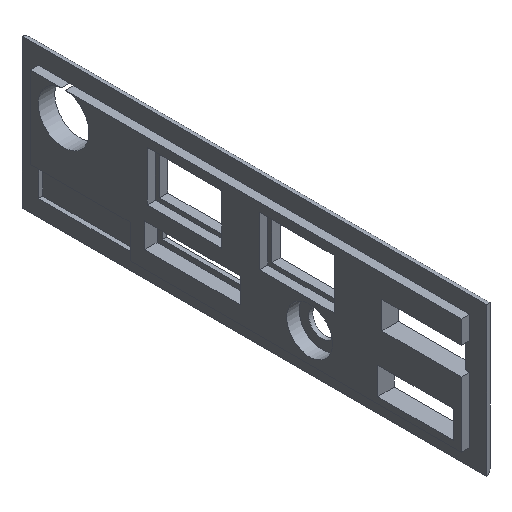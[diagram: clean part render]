
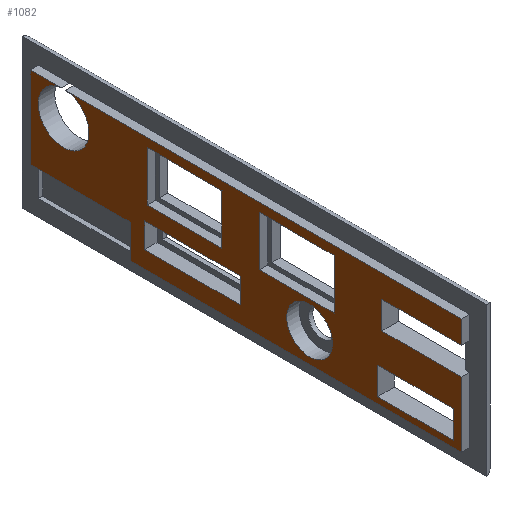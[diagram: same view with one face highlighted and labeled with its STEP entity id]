
A CAD part, isometric view. The second image highlights one B-rep face of the part: STEP entity #1082.
In plain terms, the highlighted planar face has unit normal (-1, 0, 0).
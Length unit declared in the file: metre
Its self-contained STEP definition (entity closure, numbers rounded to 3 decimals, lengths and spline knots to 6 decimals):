
#23=CIRCLE('',#1154,0.00275);
#24=CIRCLE('',#1155,0.00305);
#33=ORIENTED_EDGE('',*,*,#339,.T.);
#34=ORIENTED_EDGE('',*,*,#340,.T.);
#35=ORIENTED_EDGE('',*,*,#341,.F.);
#36=ORIENTED_EDGE('',*,*,#342,.F.);
#37=ORIENTED_EDGE('',*,*,#343,.F.);
#38=ORIENTED_EDGE('',*,*,#344,.T.);
#39=ORIENTED_EDGE('',*,*,#345,.T.);
#40=ORIENTED_EDGE('',*,*,#346,.T.);
#41=ORIENTED_EDGE('',*,*,#347,.F.);
#42=ORIENTED_EDGE('',*,*,#348,.F.);
#43=ORIENTED_EDGE('',*,*,#338,.T.);
#44=ORIENTED_EDGE('',*,*,#349,.F.);
#45=ORIENTED_EDGE('',*,*,#350,.F.);
#46=ORIENTED_EDGE('',*,*,#351,.F.);
#47=ORIENTED_EDGE('',*,*,#352,.F.);
#48=ORIENTED_EDGE('',*,*,#353,.T.);
#49=ORIENTED_EDGE('',*,*,#354,.T.);
#50=ORIENTED_EDGE('',*,*,#355,.T.);
#51=ORIENTED_EDGE('',*,*,#356,.T.);
#52=ORIENTED_EDGE('',*,*,#357,.T.);
#53=ORIENTED_EDGE('',*,*,#358,.F.);
#54=ORIENTED_EDGE('',*,*,#359,.T.);
#55=ORIENTED_EDGE('',*,*,#360,.F.);
#56=ORIENTED_EDGE('',*,*,#361,.F.);
#57=ORIENTED_EDGE('',*,*,#362,.T.);
#58=ORIENTED_EDGE('',*,*,#363,.T.);
#59=ORIENTED_EDGE('',*,*,#364,.T.);
#60=ORIENTED_EDGE('',*,*,#365,.F.);
#61=ORIENTED_EDGE('',*,*,#366,.F.);
#338=EDGE_CURVE('',#489,#491,#593,.T.);
#339=EDGE_CURVE('',#492,#493,#594,.T.);
#340=EDGE_CURVE('',#493,#494,#595,.T.);
#341=EDGE_CURVE('',#495,#494,#596,.T.);
#342=EDGE_CURVE('',#492,#495,#597,.T.);
#343=EDGE_CURVE('',#496,#496,#23,.T.);
#344=EDGE_CURVE('',#497,#498,#598,.T.);
#345=EDGE_CURVE('',#498,#499,#599,.T.);
#346=EDGE_CURVE('',#499,#500,#600,.T.);
#347=EDGE_CURVE('',#497,#500,#601,.T.);
#348=EDGE_CURVE('',#489,#501,#602,.T.);
#349=EDGE_CURVE('',#502,#491,#603,.T.);
#350=EDGE_CURVE('',#503,#502,#24,.T.);
#351=EDGE_CURVE('',#504,#503,#604,.T.);
#352=EDGE_CURVE('',#505,#504,#605,.T.);
#353=EDGE_CURVE('',#505,#506,#606,.T.);
#354=EDGE_CURVE('',#506,#507,#607,.T.);
#355=EDGE_CURVE('',#507,#508,#608,.T.);
#356=EDGE_CURVE('',#508,#509,#609,.T.);
#357=EDGE_CURVE('',#509,#510,#610,.T.);
#358=EDGE_CURVE('',#501,#510,#611,.T.);
#359=EDGE_CURVE('',#511,#512,#612,.T.);
#360=EDGE_CURVE('',#513,#512,#613,.T.);
#361=EDGE_CURVE('',#514,#513,#614,.T.);
#362=EDGE_CURVE('',#514,#511,#615,.T.);
#363=EDGE_CURVE('',#515,#516,#616,.T.);
#364=EDGE_CURVE('',#516,#517,#617,.T.);
#365=EDGE_CURVE('',#518,#517,#618,.T.);
#366=EDGE_CURVE('',#515,#518,#619,.T.);
#489=VERTEX_POINT('',#1505);
#491=VERTEX_POINT('',#1509);
#492=VERTEX_POINT('',#1513);
#493=VERTEX_POINT('',#1514);
#494=VERTEX_POINT('',#1516);
#495=VERTEX_POINT('',#1518);
#496=VERTEX_POINT('',#1521);
#497=VERTEX_POINT('',#1523);
#498=VERTEX_POINT('',#1524);
#499=VERTEX_POINT('',#1526);
#500=VERTEX_POINT('',#1528);
#501=VERTEX_POINT('',#1531);
#502=VERTEX_POINT('',#1533);
#503=VERTEX_POINT('',#1535);
#504=VERTEX_POINT('',#1537);
#505=VERTEX_POINT('',#1539);
#506=VERTEX_POINT('',#1541);
#507=VERTEX_POINT('',#1543);
#508=VERTEX_POINT('',#1545);
#509=VERTEX_POINT('',#1547);
#510=VERTEX_POINT('',#1549);
#511=VERTEX_POINT('',#1552);
#512=VERTEX_POINT('',#1553);
#513=VERTEX_POINT('',#1555);
#514=VERTEX_POINT('',#1557);
#515=VERTEX_POINT('',#1560);
#516=VERTEX_POINT('',#1561);
#517=VERTEX_POINT('',#1563);
#518=VERTEX_POINT('',#1565);
#593=LINE('',#1510,#736);
#594=LINE('',#1512,#737);
#595=LINE('',#1515,#738);
#596=LINE('',#1517,#739);
#597=LINE('',#1519,#740);
#598=LINE('',#1522,#741);
#599=LINE('',#1525,#742);
#600=LINE('',#1527,#743);
#601=LINE('',#1529,#744);
#602=LINE('',#1530,#745);
#603=LINE('',#1532,#746);
#604=LINE('',#1536,#747);
#605=LINE('',#1538,#748);
#606=LINE('',#1540,#749);
#607=LINE('',#1542,#750);
#608=LINE('',#1544,#751);
#609=LINE('',#1546,#752);
#610=LINE('',#1548,#753);
#611=LINE('',#1550,#754);
#612=LINE('',#1551,#755);
#613=LINE('',#1554,#756);
#614=LINE('',#1556,#757);
#615=LINE('',#1558,#758);
#616=LINE('',#1559,#759);
#617=LINE('',#1562,#760);
#618=LINE('',#1564,#761);
#619=LINE('',#1566,#762);
#736=VECTOR('',#1227,1.);
#737=VECTOR('',#1230,1.);
#738=VECTOR('',#1231,1.);
#739=VECTOR('',#1232,1.);
#740=VECTOR('',#1233,1.);
#741=VECTOR('',#1236,1.);
#742=VECTOR('',#1237,1.);
#743=VECTOR('',#1238,1.);
#744=VECTOR('',#1239,1.);
#745=VECTOR('',#1240,1.);
#746=VECTOR('',#1241,1.);
#747=VECTOR('',#1244,1.);
#748=VECTOR('',#1245,1.);
#749=VECTOR('',#1246,1.);
#750=VECTOR('',#1247,1.);
#751=VECTOR('',#1248,1.);
#752=VECTOR('',#1249,1.);
#753=VECTOR('',#1250,1.);
#754=VECTOR('',#1251,1.);
#755=VECTOR('',#1252,1.);
#756=VECTOR('',#1253,1.);
#757=VECTOR('',#1254,1.);
#758=VECTOR('',#1255,1.);
#759=VECTOR('',#1256,1.);
#760=VECTOR('',#1257,1.);
#761=VECTOR('',#1258,1.);
#762=VECTOR('',#1259,1.);
#877=EDGE_LOOP('',(#33,#34,#35,#36));
#878=EDGE_LOOP('',(#37));
#879=EDGE_LOOP('',(#38,#39,#40,#41));
#880=EDGE_LOOP('',(#42,#43,#44,#45,#46,#47,#48,#49,#50,#51,#52,#53));
#881=EDGE_LOOP('',(#54,#55,#56,#57));
#882=EDGE_LOOP('',(#58,#59,#60,#61));
#954=FACE_BOUND('',#877,.T.);
#955=FACE_BOUND('',#878,.T.);
#956=FACE_BOUND('',#879,.T.);
#957=FACE_BOUND('',#880,.T.);
#958=FACE_BOUND('',#881,.T.);
#959=FACE_BOUND('',#882,.T.);
#1031=PLANE('',#1153);
#1082=ADVANCED_FACE('',(#954,#955,#956,#957,#958,#959),#1031,.F.);
#1153=AXIS2_PLACEMENT_3D('',#1511,#1228,#1229);
#1154=AXIS2_PLACEMENT_3D('',#1520,#1234,#1235);
#1155=AXIS2_PLACEMENT_3D('',#1534,#1242,#1243);
#1227=DIRECTION('',(0.,0.,1.));
#1228=DIRECTION('',(1.,0.,0.));
#1229=DIRECTION('',(0.,1.,0.));
#1230=DIRECTION('',(0.,1.,0.));
#1231=DIRECTION('',(0.,0.,1.));
#1232=DIRECTION('',(0.,1.,0.));
#1233=DIRECTION('',(0.,0.,1.));
#1234=DIRECTION('',(-1.,0.,0.));
#1235=DIRECTION('',(0.,0.,1.));
#1236=DIRECTION('',(0.,-1.,0.));
#1237=DIRECTION('',(0.,0.,-1.));
#1238=DIRECTION('',(0.,1.,0.));
#1239=DIRECTION('',(0.,0.,-1.));
#1240=DIRECTION('',(0.,1.,0.));
#1241=DIRECTION('',(0.,-1.,0.));
#1242=DIRECTION('',(-1.,0.,0.));
#1243=DIRECTION('',(0.,0.,1.));
#1244=DIRECTION('',(0.,-1.,0.));
#1245=DIRECTION('',(0.,0.,1.));
#1246=DIRECTION('',(0.,-1.,0.));
#1247=DIRECTION('',(0.,0.,-1.));
#1248=DIRECTION('',(0.,-1.,0.));
#1249=DIRECTION('',(0.,0.,1.));
#1250=DIRECTION('',(0.,1.,0.));
#1251=DIRECTION('',(0.,0.,-1.));
#1252=DIRECTION('',(0.,0.,-1.));
#1253=DIRECTION('',(0.,-1.,0.));
#1254=DIRECTION('',(0.,0.,-1.));
#1255=DIRECTION('',(0.,-1.,0.));
#1256=DIRECTION('',(0.,1.,0.));
#1257=DIRECTION('',(0.,0.,1.));
#1258=DIRECTION('',(0.,1.,0.));
#1259=DIRECTION('',(0.,0.,1.));
#1505=CARTESIAN_POINT('',(-0.001,-0.027079,0.001701));
#1509=CARTESIAN_POINT('',(-0.001,-0.027079,0.004451));
#1510=CARTESIAN_POINT('',(-0.001,-0.027079,-0.002499));
#1511=CARTESIAN_POINT('',(-0.001,-0.001129,-0.002499));
#1512=CARTESIAN_POINT('',(-0.001,-0.007229,-0.002599));
#1513=CARTESIAN_POINT('',(-0.001,-0.011729,-0.002599));
#1514=CARTESIAN_POINT('',(-0.001,-0.002729,-0.002599));
#1515=CARTESIAN_POINT('',(-0.001,-0.002729,0.000401));
#1516=CARTESIAN_POINT('',(-0.001,-0.002729,0.003401));
#1517=CARTESIAN_POINT('',(-0.001,-0.007229,0.003401));
#1518=CARTESIAN_POINT('',(-0.001,-0.011729,0.003401));
#1519=CARTESIAN_POINT('',(-0.001,-0.011729,0.000401));
#1520=CARTESIAN_POINT('',(-0.001,-0.008779,-0.005899));
#1521=CARTESIAN_POINT('',(-0.001,-0.008779,-0.003149));
#1522=CARTESIAN_POINT('',(-0.001,-0.021529,-0.005399));
#1523=CARTESIAN_POINT('',(-0.001,-0.016979,-0.005399));
#1524=CARTESIAN_POINT('',(-0.001,-0.026079,-0.005399));
#1525=CARTESIAN_POINT('',(-0.001,-0.026079,-0.007049));
#1526=CARTESIAN_POINT('',(-0.001,-0.026079,-0.008699));
#1527=CARTESIAN_POINT('',(-0.001,-0.021529,-0.008699));
#1528=CARTESIAN_POINT('',(-0.001,-0.016979,-0.008699));
#1529=CARTESIAN_POINT('',(-0.001,-0.016979,-0.007049));
#1530=CARTESIAN_POINT('',(-0.001,-0.022029,0.001701));
#1531=CARTESIAN_POINT('',(-0.001,-0.017479,0.001701));
#1532=CARTESIAN_POINT('',(-0.001,-0.001129,0.004451));
#1533=CARTESIAN_POINT('',(-0.001,0.020574,0.004451));
#1534=CARTESIAN_POINT('',(-0.001,0.020821,0.001411));
#1535=CARTESIAN_POINT('',(-0.001,0.021068,0.004451));
#1536=CARTESIAN_POINT('',(-0.001,-0.001129,0.004451));
#1537=CARTESIAN_POINT('',(-0.001,0.024821,0.004451));
#1538=CARTESIAN_POINT('',(-0.001,0.024821,-0.002499));
#1539=CARTESIAN_POINT('',(-0.001,0.024821,-0.005399));
#1540=CARTESIAN_POINT('',(-0.001,0.018821,-0.005399));
#1541=CARTESIAN_POINT('',(-0.001,0.012821,-0.005399));
#1542=CARTESIAN_POINT('',(-0.001,0.012821,-0.007424));
#1543=CARTESIAN_POINT('',(-0.001,0.012821,-0.009449));
#1544=CARTESIAN_POINT('',(-0.001,-0.001129,-0.009449));
#1545=CARTESIAN_POINT('',(-0.001,-0.027079,-0.009449));
#1546=CARTESIAN_POINT('',(-0.001,-0.027079,-0.002499));
#1547=CARTESIAN_POINT('',(-0.001,-0.027079,-0.001599));
#1548=CARTESIAN_POINT('',(-0.001,-0.022029,-0.001599));
#1549=CARTESIAN_POINT('',(-0.001,-0.017479,-0.001599));
#1550=CARTESIAN_POINT('',(-0.001,-0.017479,0.000051));
#1551=CARTESIAN_POINT('',(-0.001,-0.000429,-0.006399));
#1552=CARTESIAN_POINT('',(-0.001,-0.000429,-0.004399));
#1553=CARTESIAN_POINT('',(-0.001,-0.000429,-0.007399));
#1554=CARTESIAN_POINT('',(-0.001,0.005321,-0.007399));
#1555=CARTESIAN_POINT('',(-0.001,0.011071,-0.007399));
#1556=CARTESIAN_POINT('',(-0.001,0.011071,-0.006399));
#1557=CARTESIAN_POINT('',(-0.001,0.011071,-0.004399));
#1558=CARTESIAN_POINT('',(-0.001,0.005321,-0.004399));
#1559=CARTESIAN_POINT('',(-0.001,0.006271,-0.002599));
#1560=CARTESIAN_POINT('',(-0.001,0.001771,-0.002599));
#1561=CARTESIAN_POINT('',(-0.001,0.010771,-0.002599));
#1562=CARTESIAN_POINT('',(-0.001,0.010771,0.000401));
#1563=CARTESIAN_POINT('',(-0.001,0.010771,0.003401));
#1564=CARTESIAN_POINT('',(-0.001,0.006271,0.003401));
#1565=CARTESIAN_POINT('',(-0.001,0.001771,0.003401));
#1566=CARTESIAN_POINT('',(-0.001,0.001771,0.000401));
